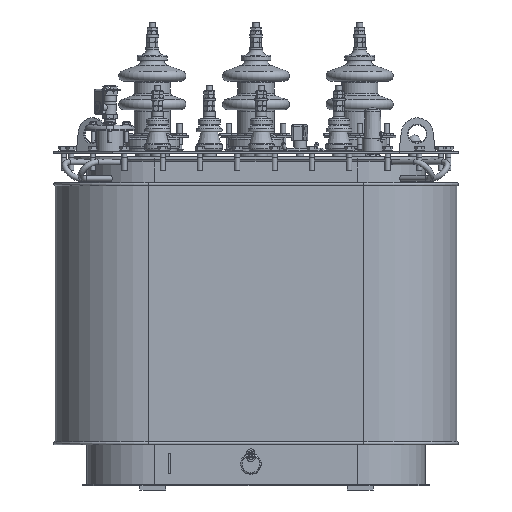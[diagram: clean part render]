
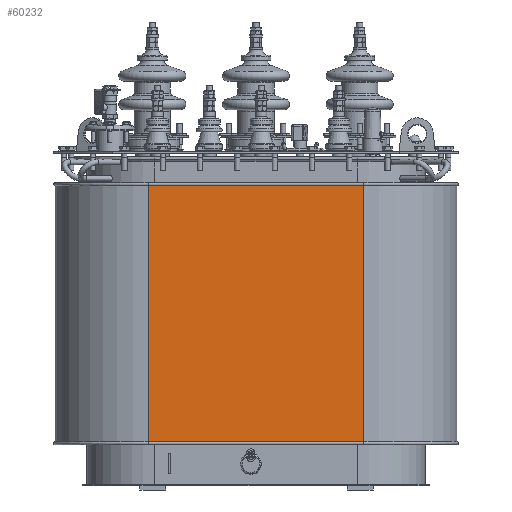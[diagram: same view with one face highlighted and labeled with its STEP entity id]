
A CAD part, front view. The second image highlights one B-rep face of the part: STEP entity #60232.
In plain terms, the highlighted planar face has unit normal (0, -1, 0).
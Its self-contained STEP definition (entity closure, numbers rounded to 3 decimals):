
#6734=LINE('',#109992,#10716);
#6735=LINE('',#109995,#10717);
#6736=LINE('',#109997,#10718);
#6737=LINE('',#109998,#10719);
#10716=VECTOR('',#78543,500.);
#10717=VECTOR('',#78546,416.);
#10718=VECTOR('',#78547,416.);
#10719=VECTOR('',#78548,500.);
#12617=PLANE('',#65069);
#19100=FACE_OUTER_BOUND('',#23845,.T.);
#23845=EDGE_LOOP('',(#52966,#52967,#52968,#52969));
#29856=VERTEX_POINT('',#109988);
#29857=VERTEX_POINT('',#109990);
#29858=VERTEX_POINT('',#109994);
#29859=VERTEX_POINT('',#109996);
#37556=EDGE_CURVE('',#29856,#29857,#6734,.T.);
#37557=EDGE_CURVE('',#29856,#29858,#6735,.T.);
#37558=EDGE_CURVE('',#29859,#29857,#6736,.T.);
#37559=EDGE_CURVE('',#29858,#29859,#6737,.T.);
#52966=ORIENTED_EDGE('',*,*,#37557,.F.);
#52967=ORIENTED_EDGE('',*,*,#37556,.T.);
#52968=ORIENTED_EDGE('',*,*,#37558,.F.);
#52969=ORIENTED_EDGE('',*,*,#37559,.F.);
#60232=ADVANCED_FACE('',(#19100),#12617,.T.);
#65069=AXIS2_PLACEMENT_3D('',#109993,#78544,#78545);
#78543=DIRECTION('',(0.,0.,1.));
#78544=DIRECTION('center_axis',(0.,-1.,0.));
#78545=DIRECTION('ref_axis',(1.,0.,0.));
#78546=DIRECTION('',(-1.,0.,0.));
#78547=DIRECTION('',(1.,0.,0.));
#78548=DIRECTION('',(0.,0.,1.));
#109988=CARTESIAN_POINT('',(208.,-180.,79.));
#109990=CARTESIAN_POINT('',(208.,-180.,579.));
#109992=CARTESIAN_POINT('',(208.,-180.,79.));
#109993=CARTESIAN_POINT('Origin',(-208.,-180.,79.));
#109994=CARTESIAN_POINT('',(-208.,-180.,79.));
#109995=CARTESIAN_POINT('',(208.,-180.,79.));
#109996=CARTESIAN_POINT('',(-208.,-180.,579.));
#109997=CARTESIAN_POINT('',(208.,-180.,579.));
#109998=CARTESIAN_POINT('',(-208.,-180.,79.));
